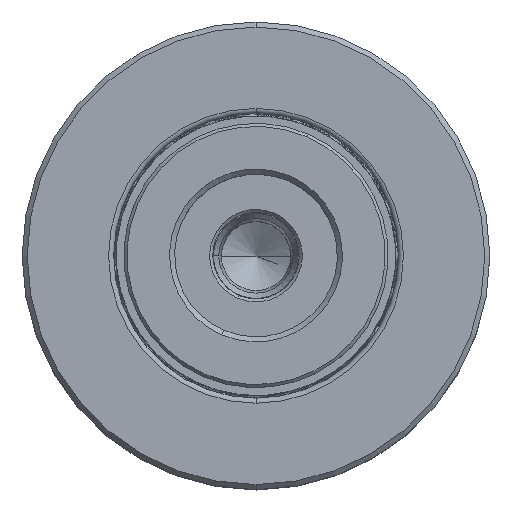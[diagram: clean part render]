
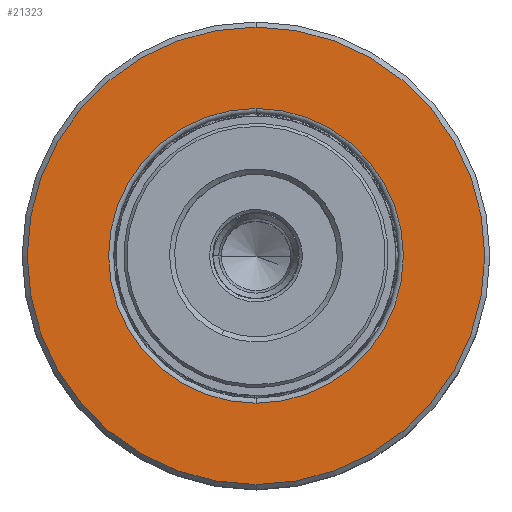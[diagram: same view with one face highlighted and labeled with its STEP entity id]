
A CAD part, top view. The second image highlights one B-rep face of the part: STEP entity #21323.
In plain terms, the highlighted face is planar.
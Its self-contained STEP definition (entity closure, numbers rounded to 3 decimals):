
#558 = AXIS2_PLACEMENT_3D ( 'NONE', #6354, #9372, #18089 ) ;
#1518 = DIRECTION ( 'NONE',  ( 0., 1., 0. ) ) ;
#3154 = EDGE_CURVE ( 'NONE', #21421, #26614, #28952, .T. ) ;
#4177 = ORIENTED_EDGE ( 'NONE', *, *, #3154, .F. ) ;
#6354 = CARTESIAN_POINT ( 'NONE',  ( 0., 10.687, 0. ) ) ;
#6404 = ORIENTED_EDGE ( 'NONE', *, *, #34663, .T. ) ;
#6406 = ORIENTED_EDGE ( 'NONE', *, *, #30439, .T. ) ;
#9372 = DIRECTION ( 'NONE',  ( 0., -1., 0. ) ) ;
#11554 = FACE_BOUND ( 'NONE', #15824, .T. ) ;
#12235 = AXIS2_PLACEMENT_3D ( 'NONE', #37722, #13913, #34714 ) ;
#13374 = CARTESIAN_POINT ( 'NONE',  ( 22.5, 10.687, 0. ) ) ;
#13508 = DIRECTION ( 'NONE',  ( 0., 0., 1. ) ) ;
#13913 = DIRECTION ( 'NONE',  ( 0., -1., 0. ) ) ;
#14385 = DIRECTION ( 'NONE',  ( 0., -1., 0. ) ) ;
#14777 = CARTESIAN_POINT ( 'NONE',  ( 0., 10.687, 14.5 ) ) ;
#15824 = EDGE_LOOP ( 'NONE', ( #6406, #6404 ) ) ;
#16388 = DIRECTION ( 'NONE',  ( 0., -1., 0. ) ) ;
#18089 = DIRECTION ( 'NONE',  ( 0., 0., -1. ) ) ;
#21323 = ADVANCED_FACE ( 'NONE', ( #11554, #22227 ), #31334, .T. ) ;
#21344 = EDGE_CURVE ( 'NONE', #26614, #21421, #35274, .T. ) ;
#21421 = VERTEX_POINT ( 'NONE', #23438 ) ;
#22227 = FACE_OUTER_BOUND ( 'NONE', #35310, .T. ) ;
#22608 = AXIS2_PLACEMENT_3D ( 'NONE', #13374, #1518, #13508 ) ;
#23438 = CARTESIAN_POINT ( 'NONE',  ( 0., 10.687, -22.5 ) ) ;
#23790 = CARTESIAN_POINT ( 'NONE',  ( 0., 10.687, 0. ) ) ;
#24128 = CIRCLE ( 'NONE', #12235, 14.5 ) ;
#24975 = AXIS2_PLACEMENT_3D ( 'NONE', #23790, #14385, #38219 ) ;
#26614 = VERTEX_POINT ( 'NONE', #36857 ) ;
#28043 = CARTESIAN_POINT ( 'NONE',  ( 0., 10.687, -14.5 ) ) ;
#28073 = CARTESIAN_POINT ( 'NONE',  ( 0., 10.687, 0. ) ) ;
#28952 = CIRCLE ( 'NONE', #558, 22.5 ) ;
#30439 = EDGE_CURVE ( 'NONE', #35361, #38235, #24128, .T. ) ;
#31334 = PLANE ( 'NONE',  #22608 ) ;
#32293 = ORIENTED_EDGE ( 'NONE', *, *, #21344, .F. ) ;
#34663 = EDGE_CURVE ( 'NONE', #38235, #35361, #36516, .T. ) ;
#34714 = DIRECTION ( 'NONE',  ( 0., 0., -1. ) ) ;
#35274 = CIRCLE ( 'NONE', #35826, 22.5 ) ;
#35310 = EDGE_LOOP ( 'NONE', ( #4177, #32293 ) ) ;
#35361 = VERTEX_POINT ( 'NONE', #28043 ) ;
#35826 = AXIS2_PLACEMENT_3D ( 'NONE', #28073, #16388, #37176 ) ;
#36516 = CIRCLE ( 'NONE', #24975, 14.5 ) ;
#36857 = CARTESIAN_POINT ( 'NONE',  ( 0., 10.687, 22.5 ) ) ;
#37176 = DIRECTION ( 'NONE',  ( 0., 0., -1. ) ) ;
#37722 = CARTESIAN_POINT ( 'NONE',  ( 0., 10.687, 0. ) ) ;
#38219 = DIRECTION ( 'NONE',  ( 0., 0., -1. ) ) ;
#38235 = VERTEX_POINT ( 'NONE', #14777 ) ;
